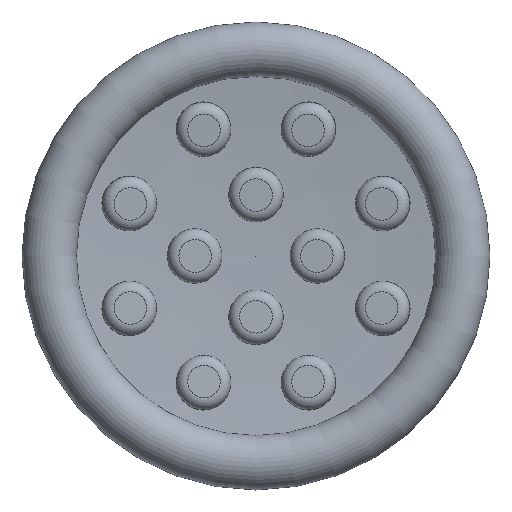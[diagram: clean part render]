
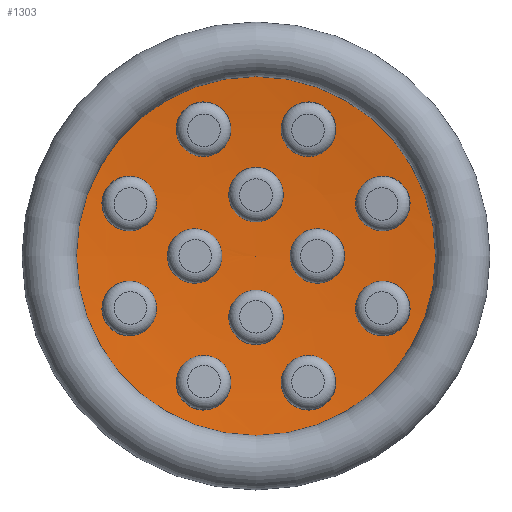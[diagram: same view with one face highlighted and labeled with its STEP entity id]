
A CAD part, top view. The second image highlights one B-rep face of the part: STEP entity #1303.
In plain terms, the highlighted spherical face has radius 27.325 mm.
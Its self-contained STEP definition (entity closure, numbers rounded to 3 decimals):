
#301=FACE_BOUND('',#409,.T.);
#302=FACE_BOUND('',#410,.T.);
#303=FACE_BOUND('',#411,.T.);
#304=FACE_BOUND('',#412,.T.);
#305=FACE_BOUND('',#413,.T.);
#306=FACE_BOUND('',#414,.T.);
#307=FACE_BOUND('',#415,.T.);
#308=FACE_BOUND('',#416,.T.);
#309=FACE_BOUND('',#417,.T.);
#310=FACE_BOUND('',#418,.T.);
#311=FACE_BOUND('',#419,.T.);
#317=FACE_OUTER_BOUND('',#408,.T.);
#408=EDGE_LOOP('',(#908,#909,#910,#911,#912,#913,#914));
#409=EDGE_LOOP('',(#915));
#410=EDGE_LOOP('',(#916));
#411=EDGE_LOOP('',(#917));
#412=EDGE_LOOP('',(#918));
#413=EDGE_LOOP('',(#919));
#414=EDGE_LOOP('',(#920));
#415=EDGE_LOOP('',(#921));
#416=EDGE_LOOP('',(#922));
#417=EDGE_LOOP('',(#923));
#418=EDGE_LOOP('',(#924));
#419=EDGE_LOOP('',(#925));
#515=CIRCLE('',#1411,3.3);
#516=CIRCLE('',#1412,27.325);
#517=CIRCLE('',#1413,0.5);
#518=CIRCLE('',#1414,27.325);
#519=CIRCLE('',#1415,0.5);
#520=CIRCLE('',#1416,0.5);
#521=CIRCLE('',#1417,0.5);
#522=CIRCLE('',#1418,0.5);
#523=CIRCLE('',#1419,0.5);
#524=CIRCLE('',#1420,0.5);
#525=CIRCLE('',#1421,0.5);
#526=CIRCLE('',#1422,0.5);
#527=CIRCLE('',#1423,0.5);
#528=CIRCLE('',#1424,0.5);
#529=CIRCLE('',#1425,0.5);
#530=CIRCLE('',#1426,0.5);
#585=VERTEX_POINT('',#1875);
#586=VERTEX_POINT('',#1877);
#587=VERTEX_POINT('',#1879);
#588=VERTEX_POINT('',#1881);
#589=VERTEX_POINT('',#1884);
#590=VERTEX_POINT('',#1886);
#591=VERTEX_POINT('',#1888);
#592=VERTEX_POINT('',#1890);
#593=VERTEX_POINT('',#1892);
#594=VERTEX_POINT('',#1894);
#595=VERTEX_POINT('',#1896);
#596=VERTEX_POINT('',#1898);
#597=VERTEX_POINT('',#1900);
#598=VERTEX_POINT('',#1902);
#599=VERTEX_POINT('',#1904);
#711=EDGE_CURVE('',#585,#585,#515,.T.);
#712=EDGE_CURVE('',#585,#586,#516,.T.);
#713=EDGE_CURVE('',#586,#587,#517,.T.);
#714=EDGE_CURVE('',#587,#588,#518,.T.);
#715=EDGE_CURVE('',#587,#586,#519,.T.);
#716=EDGE_CURVE('',#589,#589,#520,.T.);
#717=EDGE_CURVE('',#590,#590,#521,.T.);
#718=EDGE_CURVE('',#591,#591,#522,.T.);
#719=EDGE_CURVE('',#592,#592,#523,.T.);
#720=EDGE_CURVE('',#593,#593,#524,.T.);
#721=EDGE_CURVE('',#594,#594,#525,.T.);
#722=EDGE_CURVE('',#595,#595,#526,.T.);
#723=EDGE_CURVE('',#596,#596,#527,.T.);
#724=EDGE_CURVE('',#597,#597,#528,.T.);
#725=EDGE_CURVE('',#598,#598,#529,.T.);
#726=EDGE_CURVE('',#599,#599,#530,.T.);
#908=ORIENTED_EDGE('',*,*,#711,.T.);
#909=ORIENTED_EDGE('',*,*,#712,.T.);
#910=ORIENTED_EDGE('',*,*,#713,.T.);
#911=ORIENTED_EDGE('',*,*,#714,.T.);
#912=ORIENTED_EDGE('',*,*,#714,.F.);
#913=ORIENTED_EDGE('',*,*,#715,.T.);
#914=ORIENTED_EDGE('',*,*,#712,.F.);
#915=ORIENTED_EDGE('',*,*,#716,.T.);
#916=ORIENTED_EDGE('',*,*,#717,.T.);
#917=ORIENTED_EDGE('',*,*,#718,.T.);
#918=ORIENTED_EDGE('',*,*,#719,.T.);
#919=ORIENTED_EDGE('',*,*,#720,.T.);
#920=ORIENTED_EDGE('',*,*,#721,.T.);
#921=ORIENTED_EDGE('',*,*,#722,.T.);
#922=ORIENTED_EDGE('',*,*,#723,.T.);
#923=ORIENTED_EDGE('',*,*,#724,.T.);
#924=ORIENTED_EDGE('',*,*,#725,.T.);
#925=ORIENTED_EDGE('',*,*,#726,.T.);
#1302=SPHERICAL_SURFACE('',#1410,27.325);
#1303=ADVANCED_FACE('',(#317,#301,#302,#303,#304,#305,#306,#307,#308,#309,
#310,#311),#1302,.F.);
#1410=AXIS2_PLACEMENT_3D('',#1874,#1544,#1545);
#1411=AXIS2_PLACEMENT_3D('',#1876,#1546,#1547);
#1412=AXIS2_PLACEMENT_3D('',#1878,#1548,#1549);
#1413=AXIS2_PLACEMENT_3D('',#1880,#1550,#1551);
#1414=AXIS2_PLACEMENT_3D('',#1882,#1552,#1553);
#1415=AXIS2_PLACEMENT_3D('',#1883,#1554,#1555);
#1416=AXIS2_PLACEMENT_3D('',#1885,#1556,#1557);
#1417=AXIS2_PLACEMENT_3D('',#1887,#1558,#1559);
#1418=AXIS2_PLACEMENT_3D('',#1889,#1560,#1561);
#1419=AXIS2_PLACEMENT_3D('',#1891,#1562,#1563);
#1420=AXIS2_PLACEMENT_3D('',#1893,#1564,#1565);
#1421=AXIS2_PLACEMENT_3D('',#1895,#1566,#1567);
#1422=AXIS2_PLACEMENT_3D('',#1897,#1568,#1569);
#1423=AXIS2_PLACEMENT_3D('',#1899,#1570,#1571);
#1424=AXIS2_PLACEMENT_3D('',#1901,#1572,#1573);
#1425=AXIS2_PLACEMENT_3D('',#1903,#1574,#1575);
#1426=AXIS2_PLACEMENT_3D('',#1905,#1576,#1577);
#1544=DIRECTION('center_axis',(0.,0.,1.));
#1545=DIRECTION('ref_axis',(1.,0.,0.));
#1546=DIRECTION('center_axis',(0.,0.,1.));
#1547=DIRECTION('ref_axis',(1.,0.,0.));
#1548=DIRECTION('center_axis',(0.,-1.,0.));
#1549=DIRECTION('ref_axis',(-1.,0.,0.));
#1550=DIRECTION('center_axis',(-0.041,0.,
-0.999));
#1551=DIRECTION('ref_axis',(-0.999,0.,0.041));
#1552=DIRECTION('center_axis',(0.,-1.,0.));
#1553=DIRECTION('ref_axis',(-1.,0.,0.));
#1554=DIRECTION('center_axis',(-0.041,0.,
-0.999));
#1555=DIRECTION('ref_axis',(-0.999,0.,0.041));
#1556=DIRECTION('center_axis',(-0.035,-0.085,
-0.996));
#1557=DIRECTION('ref_axis',(-0.381,-0.92,0.092));
#1558=DIRECTION('center_axis',(-0.085,0.035,-0.996));
#1559=DIRECTION('ref_axis',(-0.92,0.381,0.092));
#1560=DIRECTION('center_axis',(0.035,-0.085,-0.996));
#1561=DIRECTION('ref_axis',(0.381,-0.92,0.092));
#1562=DIRECTION('center_axis',(0.085,-0.035,-0.996));
#1563=DIRECTION('ref_axis',(0.92,-0.381,0.092));
#1564=DIRECTION('center_axis',(-0.085,-0.035,
-0.996));
#1565=DIRECTION('ref_axis',(-0.92,-0.381,0.092));
#1566=DIRECTION('center_axis',(0.035,0.085,-0.996));
#1567=DIRECTION('ref_axis',(0.381,0.92,0.092));
#1568=DIRECTION('center_axis',(0.,-0.041,
-0.999));
#1569=DIRECTION('ref_axis',(0.,-0.999,0.041));
#1570=DIRECTION('center_axis',(-0.035,0.085,-0.996));
#1571=DIRECTION('ref_axis',(-0.381,0.92,0.092));
#1572=DIRECTION('center_axis',(0.085,0.035,-0.996));
#1573=DIRECTION('ref_axis',(0.92,0.381,0.092));
#1574=DIRECTION('center_axis',(0.,0.041,
-0.999));
#1575=DIRECTION('ref_axis',(0.,0.999,0.041));
#1576=DIRECTION('center_axis',(0.041,0.,-0.999));
#1577=DIRECTION('ref_axis',(0.999,0.,0.041));
#1874=CARTESIAN_POINT('Origin',(0.,0.,29.925));
#1875=CARTESIAN_POINT('',(-3.3,0.,2.8));
#1876=CARTESIAN_POINT('Origin',(0.,0.,2.8));
#1877=CARTESIAN_POINT('',(-1.629,0.,2.649));
#1878=CARTESIAN_POINT('Origin',(0.,0.,29.925));
#1879=CARTESIAN_POINT('',(-0.63,0.,2.607));
#1880=CARTESIAN_POINT('Origin',(-1.129,0.,
2.628));
#1881=CARTESIAN_POINT('',(0.,0.,2.6));
#1882=CARTESIAN_POINT('Origin',(0.,0.,29.925));
#1883=CARTESIAN_POINT('Origin',(-1.129,0.,
2.628));
#1884=CARTESIAN_POINT('',(-0.776,-1.874,2.675));
#1885=CARTESIAN_POINT('Origin',(-0.967,-2.334,2.722));
#1886=CARTESIAN_POINT('',(-1.874,0.776,2.675));
#1887=CARTESIAN_POINT('Origin',(-2.334,0.967,2.722));
#1888=CARTESIAN_POINT('',(0.776,-1.874,2.675));
#1889=CARTESIAN_POINT('Origin',(0.967,-2.334,2.722));
#1890=CARTESIAN_POINT('',(1.874,-0.776,2.675));
#1891=CARTESIAN_POINT('Origin',(2.334,-0.967,2.722));
#1892=CARTESIAN_POINT('',(-1.874,-0.776,2.675));
#1893=CARTESIAN_POINT('Origin',(-2.334,-0.967,2.722));
#1894=CARTESIAN_POINT('',(0.776,1.874,2.675));
#1895=CARTESIAN_POINT('Origin',(0.967,2.334,2.722));
#1896=CARTESIAN_POINT('',(0.,-0.63,2.607));
#1897=CARTESIAN_POINT('Origin',(0.,-1.129,
2.628));
#1898=CARTESIAN_POINT('',(-0.776,1.874,2.675));
#1899=CARTESIAN_POINT('Origin',(-0.967,2.334,2.722));
#1900=CARTESIAN_POINT('',(1.874,0.776,2.675));
#1901=CARTESIAN_POINT('Origin',(2.334,0.967,2.722));
#1902=CARTESIAN_POINT('',(0.,0.63,2.607));
#1903=CARTESIAN_POINT('Origin',(0.,1.129,2.628));
#1904=CARTESIAN_POINT('',(0.63,0.,2.607));
#1905=CARTESIAN_POINT('Origin',(1.129,0.,2.628));
